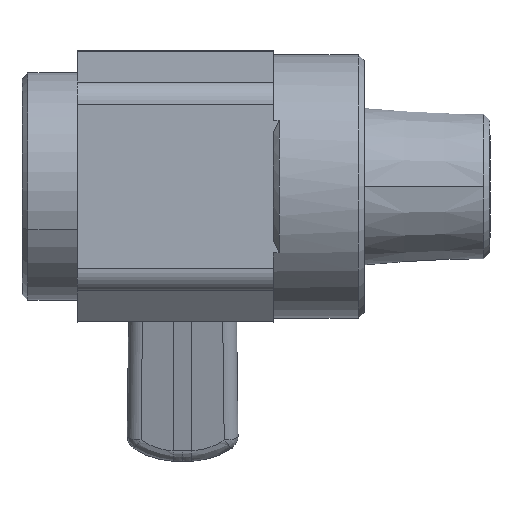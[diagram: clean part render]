
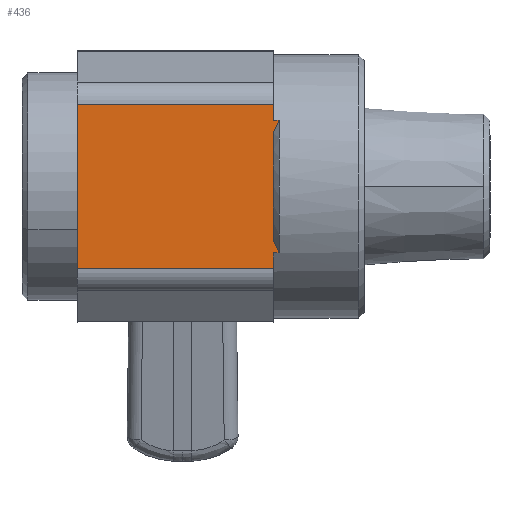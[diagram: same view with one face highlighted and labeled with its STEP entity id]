
A CAD part, front view. The second image highlights one B-rep face of the part: STEP entity #436.
In plain terms, the highlighted planar face has unit normal (0, -1, 0).
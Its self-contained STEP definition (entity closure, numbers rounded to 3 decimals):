
#214 = VERTEX_POINT ( 'NONE', #3199 ) ;
#234 = EDGE_CURVE ( 'NONE', #214, #264, #3262, .T. ) ;
#264 = VERTEX_POINT ( 'NONE', #3282 ) ;
#302 = VERTEX_POINT ( 'NONE', #3313 ) ;
#318 = VERTEX_POINT ( 'NONE', #3353 ) ;
#324 = EDGE_CURVE ( 'NONE', #318, #214, #3101, .T. ) ;
#327 = EDGE_CURVE ( 'NONE', #264, #302, #3383, .T. ) ;
#329 = EDGE_CURVE ( 'NONE', #335, #342, #3374, .T. ) ;
#334 = ORIENTED_EDGE ( 'NONE', *, *, #234, .T. ) ;
#335 = VERTEX_POINT ( 'NONE', #3379 ) ;
#336 = EDGE_CURVE ( 'NONE', #343, #420, #3382, .T. ) ;
#339 = ORIENTED_EDGE ( 'NONE', *, *, #363, .F. ) ;
#340 = EDGE_CURVE ( 'NONE', #318, #335, #3427, .T. ) ;
#342 = VERTEX_POINT ( 'NONE', #3423 ) ;
#343 = VERTEX_POINT ( 'NONE', #3415 ) ;
#344 = ORIENTED_EDGE ( 'NONE', *, *, #340, .F. ) ;
#348 = VERTEX_POINT ( 'NONE', #3406 ) ;
#363 = EDGE_CURVE ( 'NONE', #420, #302, #3453, .T. ) ;
#378 = ORIENTED_EDGE ( 'NONE', *, *, #336, .F. ) ;
#398 = ORIENTED_EDGE ( 'NONE', *, *, #327, .T. ) ;
#408 = VERTEX_POINT ( 'NONE', #3515 ) ;
#409 = EDGE_CURVE ( 'NONE', #342, #348, #3503, .T. ) ;
#410 = ORIENTED_EDGE ( 'NONE', *, *, #409, .F. ) ;
#414 = ORIENTED_EDGE ( 'NONE', *, *, #425, .F. ) ;
#420 = VERTEX_POINT ( 'NONE', #3553 ) ;
#422 = ORIENTED_EDGE ( 'NONE', *, *, #329, .F. ) ;
#425 = EDGE_CURVE ( 'NONE', #408, #343, #3540, .T. ) ;
#426 = EDGE_CURVE ( 'NONE', #348, #408, #3541, .T. ) ;
#430 = EDGE_LOOP ( 'NONE', ( #422, #344, #435, #334, #398, #339, #378, #414, #434, #410 ) ) ;
#434 = ORIENTED_EDGE ( 'NONE', *, *, #426, .F. ) ;
#435 = ORIENTED_EDGE ( 'NONE', *, *, #324, .T. ) ;
#436 = ADVANCED_FACE ( 'NONE', ( #3545 ), #3578, .T. ) ;
#2775 = CARTESIAN_POINT ( 'NONE',  ( 1.14, -9.5, -4.835 ) ) ;
#2822 = CARTESIAN_POINT ( 'NONE',  ( 0.985, -9.5, -4.472 ) ) ;
#3101 = B_SPLINE_CURVE_WITH_KNOTS ( 'NONE', 3,
 ( #3342, #3350, #2775, #2822 ),
 .UNSPECIFIED., .F., .F.,
 ( 4, 4 ),
 ( 0., 0.001 ),
 .UNSPECIFIED. ) ;
#3199 = CARTESIAN_POINT ( 'NONE',  ( 0.985, -9.5, -4.472 ) ) ;
#3258 = DIRECTION ( 'NONE',  ( 0., 0., 1. ) ) ;
#3259 = VECTOR ( 'NONE', #3258, 1000. ) ;
#3260 = CARTESIAN_POINT ( 'NONE',  ( 0.985, -9.5, 8.25 ) ) ;
#3262 = LINE ( 'NONE', #3260, #3259 ) ;
#3282 = CARTESIAN_POINT ( 'NONE',  ( 0.985, -9.5, 4.472 ) ) ;
#3313 = CARTESIAN_POINT ( 'NONE',  ( 1.485, -9.5, 5.545 ) ) ;
#3342 = CARTESIAN_POINT ( 'NONE',  ( 1.485, -9.5, -5.545 ) ) ;
#3350 = CARTESIAN_POINT ( 'NONE',  ( 1.307, -9.5, -5.193 ) ) ;
#3353 = CARTESIAN_POINT ( 'NONE',  ( 1.485, -9.5, -5.545 ) ) ;
#3374 = LINE ( 'NONE', #3385, #3430 ) ;
#3375 = CARTESIAN_POINT ( 'NONE',  ( 1.485, -9.5, 5.545 ) ) ;
#3376 = CARTESIAN_POINT ( 'NONE',  ( 1.307, -9.5, 5.193 ) ) ;
#3377 = CARTESIAN_POINT ( 'NONE',  ( 1.14, -9.5, 4.835 ) ) ;
#3378 = CARTESIAN_POINT ( 'NONE',  ( 0.985, -9.5, 4.472 ) ) ;
#3379 = CARTESIAN_POINT ( 'NONE',  ( 0.985, -9.5, -5.545 ) ) ;
#3381 = CARTESIAN_POINT ( 'NONE',  ( 0.985, -9.5, 0. ) ) ;
#3382 = LINE ( 'NONE', #3381, #3420 ) ;
#3383 = B_SPLINE_CURVE_WITH_KNOTS ( 'NONE', 3,
 ( #3378, #3377, #3376, #3375 ),
 .UNSPECIFIED., .F., .F.,
 ( 4, 4 ),
 ( 0., 0.001 ),
 .UNSPECIFIED. ) ;
#3384 = DIRECTION ( 'NONE',  ( 0., 0., -1. ) ) ;
#3385 = CARTESIAN_POINT ( 'NONE',  ( 0.985, -9.5, 0. ) ) ;
#3406 = CARTESIAN_POINT ( 'NONE',  ( -15.415, -9.5, -6.85 ) ) ;
#3415 = CARTESIAN_POINT ( 'NONE',  ( 0.985, -9.5, 6.85 ) ) ;
#3416 = DIRECTION ( 'NONE',  ( -1., 0., 0. ) ) ;
#3417 = VECTOR ( 'NONE', #3416, 1000. ) ;
#3419 = DIRECTION ( 'NONE',  ( 0., 0., -1. ) ) ;
#3420 = VECTOR ( 'NONE', #3419, 1000. ) ;
#3423 = CARTESIAN_POINT ( 'NONE',  ( 0.985, -9.5, -6.85 ) ) ;
#3426 = CARTESIAN_POINT ( 'NONE',  ( 0.985, -9.5, -5.545 ) ) ;
#3427 = LINE ( 'NONE', #3426, #3417 ) ;
#3430 = VECTOR ( 'NONE', #3384, 1000. ) ;
#3440 = DIRECTION ( 'NONE',  ( 1., 0., 0. ) ) ;
#3441 = VECTOR ( 'NONE', #3440, 1000. ) ;
#3442 = CARTESIAN_POINT ( 'NONE',  ( 0.985, -9.5, 5.545 ) ) ;
#3453 = LINE ( 'NONE', #3442, #3441 ) ;
#3495 = DIRECTION ( 'NONE',  ( -1., 0., 0. ) ) ;
#3496 = VECTOR ( 'NONE', #3495, 1000. ) ;
#3497 = CARTESIAN_POINT ( 'NONE',  ( 500000., -9.5, -6.85 ) ) ;
#3503 = LINE ( 'NONE', #3497, #3496 ) ;
#3515 = CARTESIAN_POINT ( 'NONE',  ( -15.415, -9.5, 6.85 ) ) ;
#3527 = VECTOR ( 'NONE', #3593, 1000. ) ;
#3528 = CARTESIAN_POINT ( 'NONE',  ( -15.415, -9.5, 0. ) ) ;
#3530 = DIRECTION ( 'NONE',  ( 1., 0., 0. ) ) ;
#3531 = VECTOR ( 'NONE', #3530, 1000. ) ;
#3532 = CARTESIAN_POINT ( 'NONE',  ( 500000., -9.5, 6.85 ) ) ;
#3540 = LINE ( 'NONE', #3532, #3531 ) ;
#3541 = LINE ( 'NONE', #3528, #3527 ) ;
#3545 = FACE_OUTER_BOUND ( 'NONE', #430, .T. ) ;
#3553 = CARTESIAN_POINT ( 'NONE',  ( 0.985, -9.5, 5.545 ) ) ;
#3566 = DIRECTION ( 'NONE',  ( 0., 0., -1. ) ) ;
#3567 = DIRECTION ( 'NONE',  ( 0., -1., 0. ) ) ;
#3571 = AXIS2_PLACEMENT_3D ( 'NONE', #3583, #3567, #3566 ) ;
#3578 = PLANE ( 'NONE',  #3571 ) ;
#3583 = CARTESIAN_POINT ( 'NONE',  ( 500000., -9.5, 8.25 ) ) ;
#3593 = DIRECTION ( 'NONE',  ( 0., 0., 1. ) ) ;
